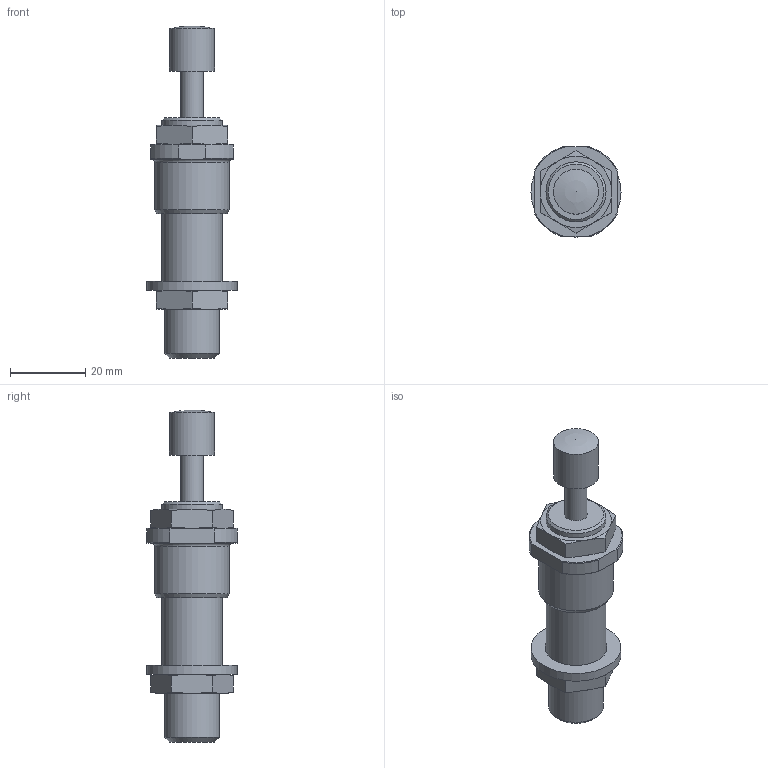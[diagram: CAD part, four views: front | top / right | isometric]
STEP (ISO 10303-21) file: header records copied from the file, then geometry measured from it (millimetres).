
FILE_DESCRIPTION(/* description */ ('STEP AP214'),/* implementation_level */ '2;1');
FILE_NAME(/* name */ '192876_DG-GA-32-YSR',/* time_stamp */ '2024-08-15T23:45:01+02:00',/* author */ ('License CC BY-ND 4.0'),/* organization */ ('CADENAS'),/* preprocessor_version */ 'ST-DEVELOPER v19.3',/* originating_system */ 'PARTsolutions',/* authorisation */ ' ');
FILE_SCHEMA (('AUTOMOTIVE_DESIGN {1 0 10303 214 3 1 1}'));
Length unit declared in the file: millimetre
Products named in the file (6): 192876 DG-GA-32-YSR---(OUT); 34572 YSR-12-12-C---dg_ga1; 34572 YSR-12-12-C---dg_ga3; 192876 DG-GA-32-YSR_h; 34572 YSR-12-12-Cdg_ga2; 192876 DG-GA-32-YSR_r
Assembly tree (6 placements, depth 2):
  192876 DG-GA-32-YSR---(OUT)
    34572 YSR-12-12-C---dg_ga1
    34572 YSR-12-12-C---dg_ga3  x2
    192876 DG-GA-32-YSR_h
    34572 YSR-12-12-Cdg_ga2
    192876 DG-GA-32-YSR_r
Bounding box: 24 x 24 x 88.5 mm (x, y, z)
Volume: 17700.7 mm3; surface area: 11223.4 mm2
Topology: 6 solids, 6 shells, 94 faces, 196 edges, 119 vertices
Faces by surface type: cone 42, plane 33, cylinder 17, torus 1, sphere 1
Full cylindrical faces by diameter (mm): 6 x2, 12 x3, 14.5 x1, 14.917 x3, 16 x1, 16.5 x1, 19.9 x1, 24 x1
Entity records: 1959 total; most frequent: CARTESIAN_POINT 410, DIRECTION 300, ORIENTED_EDGE 246, AXIS2_PLACEMENT_3D 139, EDGE_CURVE 123, EDGE_LOOP 104, FACE_BOUND 104, VERTEX_POINT 89
